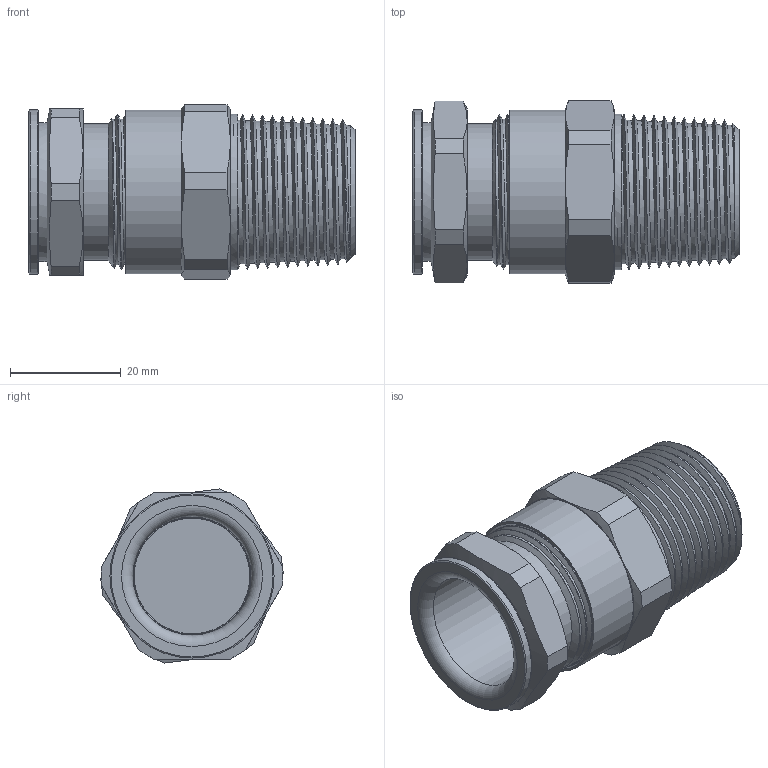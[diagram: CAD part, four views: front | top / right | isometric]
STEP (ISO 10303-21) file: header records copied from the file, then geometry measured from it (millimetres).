
FILE_DESCRIPTION(/* description */ ('ADE-1F2 NPT 3/4", Größe 7'),/* implementation_level */ '2;1');
FILE_NAME(/* name */ '00808704V1-RST.stp',/* time_stamp */ '2023-03-22T11:06:14+01:00',/* author */ ('sl'),/* organization */ (''),/* preprocessor_version */ 'ST-DEVELOPER v16.5',/* originating_system */ 'Autodesk Inventor 2017',/* authorisation */ '');
FILE_SCHEMA (('AUTOMOTIVE_DESIGN { 1 0 10303 214 3 1 1 }'));
Length unit declared in the file: millimetre
Products named in the file (5): 00808704V1; 00808704V1_1; 00808704V1_2; 00808794V1; 00808794V1_1
Assembly tree (4 placements, depth 2):
  00808704V1
    00808704V1_1
    00808704V1_2
    00808794V1
    00808794V1_1
Bounding box: 58.87 x 32.96 x 31.43 mm (x, y, z)
Volume: 15222.1 mm3; surface area: 18514.5 mm2
Topology: 4 solids, 4 shells, 121 faces, 267 edges, 167 vertices
Faces by surface type: plane 46, cone 29, cylinder 27, torus 10, bspline 9
Full cylindrical faces by diameter (mm): 20.64 x1, 20.88 x1, 21.34 x1, 21.45 x1, 23.04 x1, 23.26 x1, 24.74 x1, 25.1 x1, 25.31 x1, 26.76 x8, 26.96 x1, 27 x2, 28.16 x1, 29.62 x1, 29.64 x1
Entity records: 8363 total; most frequent: CARTESIAN_POINT 6110, DIRECTION 419, ORIENTED_EDGE 398, EDGE_CURVE 199, AXIS2_PLACEMENT_3D 196, EDGE_LOOP 166, VERTEX_POINT 143, FACE_OUTER_BOUND 112
